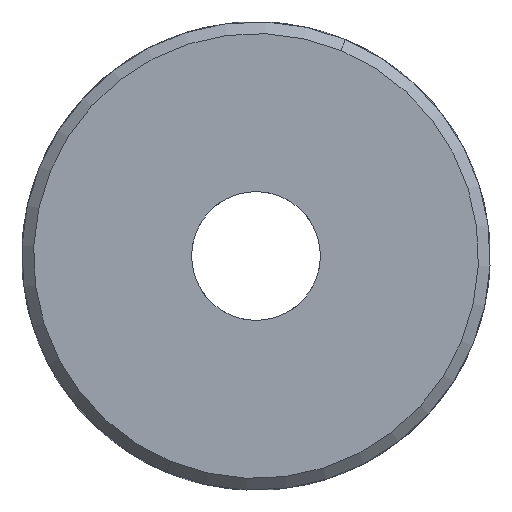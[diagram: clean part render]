
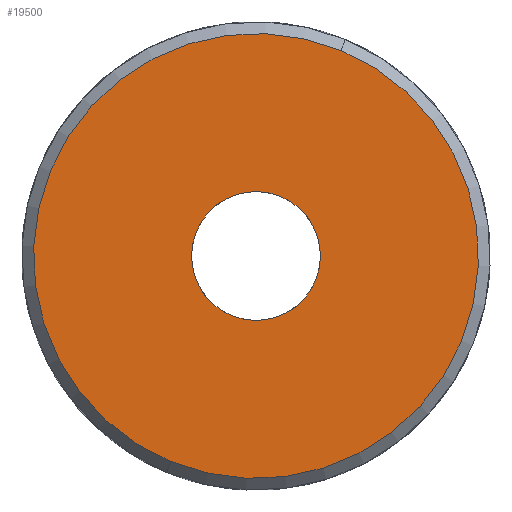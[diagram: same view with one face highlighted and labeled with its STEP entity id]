
A CAD part, left-side view. The second image highlights one B-rep face of the part: STEP entity #19500.
In plain terms, the highlighted face is planar.
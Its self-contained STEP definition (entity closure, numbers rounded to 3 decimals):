
#18850=CARTESIAN_POINT('',(0.,0.,0.));
#18851=DIRECTION('',(0.,0.,1.));
#18852=DIRECTION('',(-1.,0.,0.));
#18853=AXIS2_PLACEMENT_3D('',#18850,#18851,#18852);
#18855=CARTESIAN_POINT('',(0.,0.,0.));
#18856=DIRECTION('',(0.,0.,1.));
#18857=DIRECTION('',(1.,0.,0.));
#18858=AXIS2_PLACEMENT_3D('',#18855,#18856,#18857);
#19340=CARTESIAN_POINT('',(0.,0.,0.));
#19341=DIRECTION('',(0.,0.,1.));
#19342=DIRECTION('',(-1.,0.,0.));
#19343=AXIS2_PLACEMENT_3D('',#19340,#19341,#19342);
#19349=CARTESIAN_POINT('',(0.,0.,0.));
#19350=DIRECTION('',(0.,0.,1.));
#19351=DIRECTION('',(1.,0.,0.));
#19352=AXIS2_PLACEMENT_3D('',#19349,#19350,#19351);
#19363=CARTESIAN_POINT('',(38.,0.,0.));
#19364=CARTESIAN_POINT('',(-38.,0.,0.));
#19365=VERTEX_POINT('',#19363);
#19366=VERTEX_POINT('',#19364);
#19389=CARTESIAN_POINT('',(11.,0.,0.));
#19390=CARTESIAN_POINT('',(-11.,0.,0.));
#19391=VERTEX_POINT('',#19389);
#19392=VERTEX_POINT('',#19390);
#19484=CARTESIAN_POINT('',(0.,0.,0.));
#19485=DIRECTION('',(0.,0.,1.));
#19486=DIRECTION('',(1.,0.,0.));
#19487=AXIS2_PLACEMENT_3D('',#19484,#19485,#19486);
#19488=PLANE('',#19487);
#19490=ORIENTED_EDGE('',*,*,#19489,.T.);
#19491=ORIENTED_EDGE('',*,*,#19473,.T.);
#19492=EDGE_LOOP('',(#19490,#19491));
#19493=FACE_OUTER_BOUND('',#19492,.F.);
#19495=ORIENTED_EDGE('',*,*,#19494,.F.);
#19497=ORIENTED_EDGE('',*,*,#19496,.F.);
#19498=EDGE_LOOP('',(#19495,#19497));
#19499=FACE_BOUND('',#19498,.F.);
#19500=ADVANCED_FACE('',(#19493,#19499),#19488,.F.);
#18854=CIRCLE('',#18853,38.);
#18859=CIRCLE('',#18858,38.);
#19344=CIRCLE('',#19343,11.);
#19353=CIRCLE('',#19352,11.);
#19473=EDGE_CURVE('',#19365,#19366,#18859,.T.);
#19489=EDGE_CURVE('',#19366,#19365,#18854,.T.);
#19494=EDGE_CURVE('',#19391,#19392,#19353,.T.);
#19496=EDGE_CURVE('',#19392,#19391,#19344,.T.);
